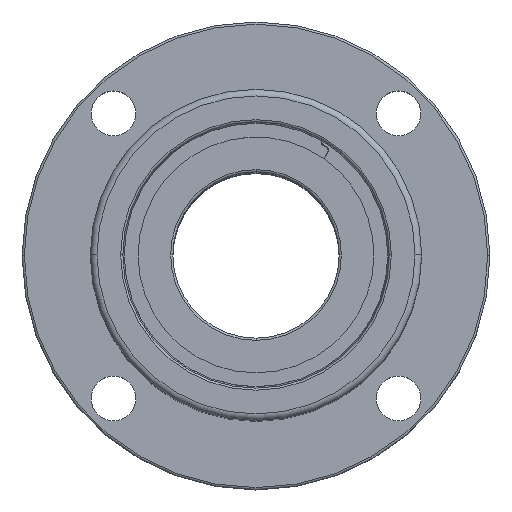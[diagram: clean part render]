
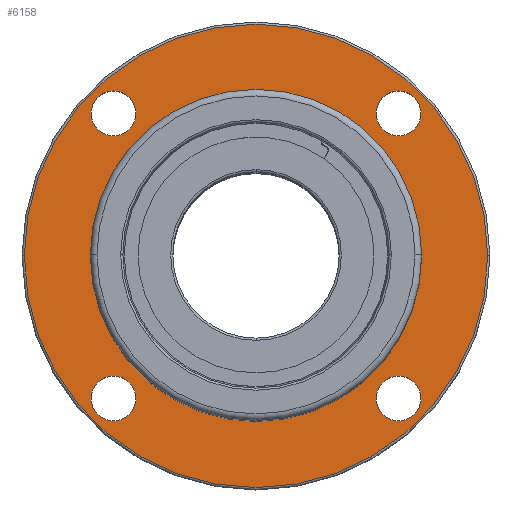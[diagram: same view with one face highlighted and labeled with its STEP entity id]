
A CAD part, top view. The second image highlights one B-rep face of the part: STEP entity #6158.
In plain terms, the highlighted planar face has unit normal (0, 0, 1).
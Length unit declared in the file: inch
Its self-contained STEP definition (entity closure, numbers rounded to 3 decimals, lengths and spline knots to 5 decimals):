
#308 = CARTESIAN_POINT ( 'NONE',  ( -1.29047, 1.29047, 0. ) ) ;
#358 = AXIS2_PLACEMENT_3D ( 'NONE', #5145, #5291, #1202 ) ;
#410 = DIRECTION ( 'NONE',  ( 0., 0., 1. ) ) ;
#412 = AXIS2_PLACEMENT_3D ( 'NONE', #5075, #3159, #1132 ) ;
#433 = CIRCLE ( 'NONE', #12807, 0.203 ) ;
#482 = EDGE_CURVE ( 'NONE', #1065, #9592, #10631, .T. ) ;
#566 = DIRECTION ( 'NONE',  ( -1., 0., 0. ) ) ;
#705 = DIRECTION ( 'NONE',  ( 0., 0., -1. ) ) ;
#804 = EDGE_LOOP ( 'NONE', ( #10524, #6422 ) ) ;
#965 = EDGE_LOOP ( 'NONE', ( #6824, #1641 ) ) ;
#1004 = DIRECTION ( 'NONE',  ( -1., 0., 0. ) ) ;
#1065 = VERTEX_POINT ( 'NONE', #7196 ) ;
#1102 = VERTEX_POINT ( 'NONE', #9836 ) ;
#1132 = DIRECTION ( 'NONE',  ( 0., -1., 0. ) ) ;
#1136 = CIRCLE ( 'NONE', #7866, 2.0975 ) ;
#1202 = DIRECTION ( 'NONE',  ( 1., 0., 0. ) ) ;
#1204 = ORIENTED_EDGE ( 'NONE', *, *, #3274, .F. ) ;
#1438 = DIRECTION ( 'NONE',  ( 0., 1., 0. ) ) ;
#1641 = ORIENTED_EDGE ( 'NONE', *, *, #8596, .F. ) ;
#1669 = VERTEX_POINT ( 'NONE', #5223 ) ;
#1726 = EDGE_CURVE ( 'NONE', #8436, #9901, #1136, .T. ) ;
#1902 = EDGE_LOOP ( 'NONE', ( #6993, #3078 ) ) ;
#2224 = FACE_BOUND ( 'NONE', #1902, .T. ) ;
#2289 = PLANE ( 'NONE',  #5403 ) ;
#2350 = CARTESIAN_POINT ( 'NONE',  ( 1.08747, 1.29047, 0. ) ) ;
#2556 = EDGE_LOOP ( 'NONE', ( #8924, #12132 ) ) ;
#2614 = CIRCLE ( 'NONE', #12587, 1.49253 ) ;
#2793 = VERTEX_POINT ( 'NONE', #8765 ) ;
#2925 = EDGE_CURVE ( 'NONE', #10616, #1669, #5122, .T. ) ;
#3043 = CARTESIAN_POINT ( 'NONE',  ( 0., 0., 0. ) ) ;
#3078 = ORIENTED_EDGE ( 'NONE', *, *, #2925, .F. ) ;
#3159 = DIRECTION ( 'NONE',  ( 0., 0., 1. ) ) ;
#3177 = DIRECTION ( 'NONE',  ( -1., 0., 0. ) ) ;
#3245 = AXIS2_PLACEMENT_3D ( 'NONE', #12110, #6869, #11988 ) ;
#3274 = EDGE_CURVE ( 'NONE', #3962, #6823, #433, .T. ) ;
#3591 = CARTESIAN_POINT ( 'NONE',  ( -1.49253, 0., 0. ) ) ;
#3653 = CIRCLE ( 'NONE', #8217, 2.0975 ) ;
#3658 = ORIENTED_EDGE ( 'NONE', *, *, #1726, .T. ) ;
#3821 = CARTESIAN_POINT ( 'NONE',  ( 1.29047, -1.29047, 0. ) ) ;
#3873 = CARTESIAN_POINT ( 'NONE',  ( -1.29047, 1.49347, 0. ) ) ;
#3962 = VERTEX_POINT ( 'NONE', #10971 ) ;
#4251 = CARTESIAN_POINT ( 'NONE',  ( -1.29047, -1.29047, 0. ) ) ;
#4285 = DIRECTION ( 'NONE',  ( 0., 1., 0. ) ) ;
#4316 = ORIENTED_EDGE ( 'NONE', *, *, #7675, .T. ) ;
#4325 = FACE_OUTER_BOUND ( 'NONE', #5841, .T. ) ;
#4411 = CIRCLE ( 'NONE', #8985, 0.203 ) ;
#4582 = DIRECTION ( 'NONE',  ( 0., 0., 1. ) ) ;
#4749 = AXIS2_PLACEMENT_3D ( 'NONE', #3821, #9954, #5747 ) ;
#4982 = CARTESIAN_POINT ( 'NONE',  ( -1.49347, -1.29047, 0. ) ) ;
#5075 = CARTESIAN_POINT ( 'NONE',  ( 1.29047, -1.29047, 0. ) ) ;
#5122 = CIRCLE ( 'NONE', #358, 0.203 ) ;
#5145 = CARTESIAN_POINT ( 'NONE',  ( 1.29047, 1.29047, 0. ) ) ;
#5223 = CARTESIAN_POINT ( 'NONE',  ( 1.49347, 1.29047, 0. ) ) ;
#5291 = DIRECTION ( 'NONE',  ( 0., 0., 1. ) ) ;
#5304 = FACE_BOUND ( 'NONE', #2556, .T. ) ;
#5403 = AXIS2_PLACEMENT_3D ( 'NONE', #9502, #10462, #3177 ) ;
#5747 = DIRECTION ( 'NONE',  ( 0., -1., 0. ) ) ;
#5841 = EDGE_LOOP ( 'NONE', ( #3658, #4316 ) ) ;
#6158 = ADVANCED_FACE ( 'NONE', ( #5304, #8488, #7271, #2224, #4325, #6201 ), #2289, .F. ) ;
#6201 = FACE_BOUND ( 'NONE', #804, .T. ) ;
#6387 = EDGE_CURVE ( 'NONE', #9592, #1065, #9106, .T. ) ;
#6422 = ORIENTED_EDGE ( 'NONE', *, *, #10498, .T. ) ;
#6568 = EDGE_CURVE ( 'NONE', #8665, #1102, #11922, .T. ) ;
#6667 = CARTESIAN_POINT ( 'NONE',  ( -1.29047, 1.29047, 0. ) ) ;
#6689 = CIRCLE ( 'NONE', #3245, 0.203 ) ;
#6823 = VERTEX_POINT ( 'NONE', #3873 ) ;
#6824 = ORIENTED_EDGE ( 'NONE', *, *, #11686, .F. ) ;
#6853 = ORIENTED_EDGE ( 'NONE', *, *, #13329, .F. ) ;
#6854 = DIRECTION ( 'NONE',  ( 0., 0., -1. ) ) ;
#6869 = DIRECTION ( 'NONE',  ( 0., 0., 1. ) ) ;
#6993 = ORIENTED_EDGE ( 'NONE', *, *, #7716, .F. ) ;
#7196 = CARTESIAN_POINT ( 'NONE',  ( 1.29047, -1.08747, 0. ) ) ;
#7271 = FACE_BOUND ( 'NONE', #10793, .T. ) ;
#7675 = EDGE_CURVE ( 'NONE', #9901, #8436, #3653, .T. ) ;
#7682 = CARTESIAN_POINT ( 'NONE',  ( -2.0975, 0., 0. ) ) ;
#7716 = EDGE_CURVE ( 'NONE', #1669, #10616, #6689, .T. ) ;
#7866 = AXIS2_PLACEMENT_3D ( 'NONE', #10653, #4582, #10719 ) ;
#7972 = DIRECTION ( 'NONE',  ( 0., 0., 1. ) ) ;
#8115 = DIRECTION ( 'NONE',  ( 0., 0., 1. ) ) ;
#8217 = AXIS2_PLACEMENT_3D ( 'NONE', #13198, #7972, #11170 ) ;
#8363 = CIRCLE ( 'NONE', #10316, 0.203 ) ;
#8391 = DIRECTION ( 'NONE',  ( 0., 0., 1. ) ) ;
#8436 = VERTEX_POINT ( 'NONE', #7682 ) ;
#8488 = FACE_BOUND ( 'NONE', #965, .T. ) ;
#8596 = EDGE_CURVE ( 'NONE', #2793, #10236, #9897, .T. ) ;
#8665 = VERTEX_POINT ( 'NONE', #3591 ) ;
#8765 = CARTESIAN_POINT ( 'NONE',  ( -1.08747, -1.29047, 0. ) ) ;
#8881 = AXIS2_PLACEMENT_3D ( 'NONE', #10022, #705, #9070 ) ;
#8924 = ORIENTED_EDGE ( 'NONE', *, *, #6387, .F. ) ;
#8985 = AXIS2_PLACEMENT_3D ( 'NONE', #9004, #11673, #566 ) ;
#9004 = CARTESIAN_POINT ( 'NONE',  ( -1.29047, -1.29047, 0. ) ) ;
#9070 = DIRECTION ( 'NONE',  ( -1., 0., 0. ) ) ;
#9106 = CIRCLE ( 'NONE', #412, 0.203 ) ;
#9502 = CARTESIAN_POINT ( 'NONE',  ( 0., 2.1175, 0. ) ) ;
#9592 = VERTEX_POINT ( 'NONE', #12341 ) ;
#9836 = CARTESIAN_POINT ( 'NONE',  ( 1.49253, 0., 0. ) ) ;
#9897 = CIRCLE ( 'NONE', #10320, 0.203 ) ;
#9901 = VERTEX_POINT ( 'NONE', #13157 ) ;
#9954 = DIRECTION ( 'NONE',  ( 0., 0., 1. ) ) ;
#10022 = CARTESIAN_POINT ( 'NONE',  ( 0., 0., 0. ) ) ;
#10236 = VERTEX_POINT ( 'NONE', #4982 ) ;
#10316 = AXIS2_PLACEMENT_3D ( 'NONE', #308, #8391, #4285 ) ;
#10320 = AXIS2_PLACEMENT_3D ( 'NONE', #4251, #8115, #12193 ) ;
#10462 = DIRECTION ( 'NONE',  ( 0., 0., -1. ) ) ;
#10498 = EDGE_CURVE ( 'NONE', #1102, #8665, #2614, .T. ) ;
#10524 = ORIENTED_EDGE ( 'NONE', *, *, #6568, .T. ) ;
#10616 = VERTEX_POINT ( 'NONE', #2350 ) ;
#10631 = CIRCLE ( 'NONE', #4749, 0.203 ) ;
#10653 = CARTESIAN_POINT ( 'NONE',  ( 0., 0., 0. ) ) ;
#10719 = DIRECTION ( 'NONE',  ( -1., 0., 0. ) ) ;
#10793 = EDGE_LOOP ( 'NONE', ( #6853, #1204 ) ) ;
#10971 = CARTESIAN_POINT ( 'NONE',  ( -1.29047, 1.08747, 0. ) ) ;
#11170 = DIRECTION ( 'NONE',  ( -1., 0., 0. ) ) ;
#11673 = DIRECTION ( 'NONE',  ( 0., 0., 1. ) ) ;
#11686 = EDGE_CURVE ( 'NONE', #10236, #2793, #4411, .T. ) ;
#11922 = CIRCLE ( 'NONE', #8881, 1.49253 ) ;
#11988 = DIRECTION ( 'NONE',  ( 1., 0., 0. ) ) ;
#12110 = CARTESIAN_POINT ( 'NONE',  ( 1.29047, 1.29047, 0. ) ) ;
#12132 = ORIENTED_EDGE ( 'NONE', *, *, #482, .F. ) ;
#12193 = DIRECTION ( 'NONE',  ( -1., 0., 0. ) ) ;
#12341 = CARTESIAN_POINT ( 'NONE',  ( 1.29047, -1.49347, 0. ) ) ;
#12587 = AXIS2_PLACEMENT_3D ( 'NONE', #3043, #6854, #1004 ) ;
#12807 = AXIS2_PLACEMENT_3D ( 'NONE', #6667, #410, #1438 ) ;
#13157 = CARTESIAN_POINT ( 'NONE',  ( 2.0975, 0., 0. ) ) ;
#13198 = CARTESIAN_POINT ( 'NONE',  ( 0., 0., 0. ) ) ;
#13329 = EDGE_CURVE ( 'NONE', #6823, #3962, #8363, .T. ) ;
